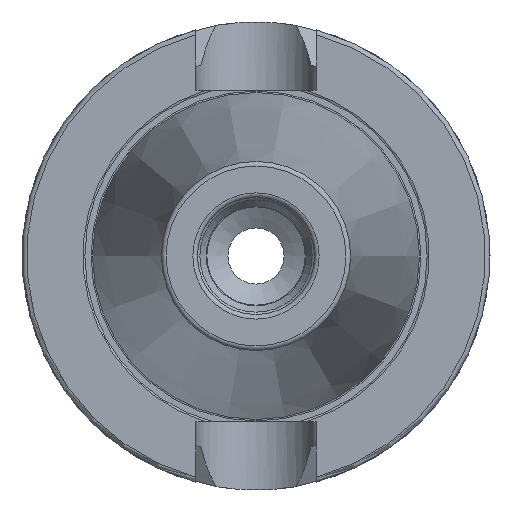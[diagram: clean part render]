
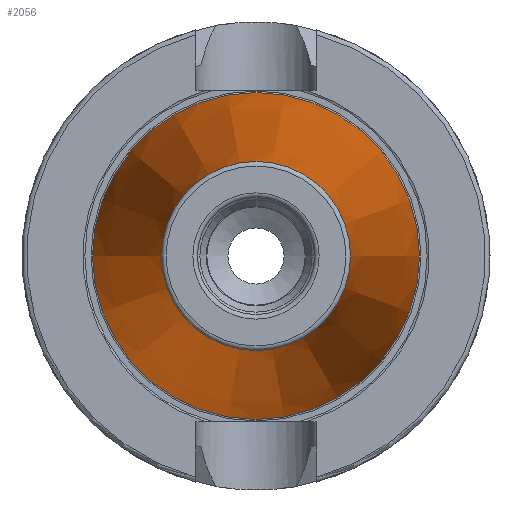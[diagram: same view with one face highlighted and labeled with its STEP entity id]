
A CAD part, left-side view. The second image highlights one B-rep face of the part: STEP entity #2056.
In plain terms, the highlighted conical face has half-angle 8.297 degrees and reference radius 27.564 mm.
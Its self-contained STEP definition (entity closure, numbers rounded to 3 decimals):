
#2029=CARTESIAN_POINT('',(-50.472,0.0,0.0));
#2030=DIRECTION('',(1.0,0.0,0.0));
#2031=DIRECTION('',(0.0,1.0,0.0));
#2032=AXIS2_PLACEMENT_3D('',#2029,#2030,#2031);
#2033=CONICAL_SURFACE('',#2032,27.564,8.297);
#2034=CARTESIAN_POINT('',(0.0,34.925,0.0));
#2035=VERTEX_POINT('',#2034);
#2036=CARTESIAN_POINT('',(0.0,0.0,0.0));
#2037=DIRECTION('',(1.0,0.0,0.0));
#2038=DIRECTION('',(0.0,1.0,0.0));
#2039=AXIS2_PLACEMENT_3D('',#2036,#2037,#2038);
#2040=CIRCLE('',#2039,34.925);
#2041=EDGE_CURVE('',#2035,#2035,#2040,.T.);
#2042=ORIENTED_EDGE('',*,*,#2041,.F.);
#2043=EDGE_LOOP('',(#2042));
#2044=FACE_OUTER_BOUND('',#2043,.T.);
#2045=CARTESIAN_POINT('',(-100.944,20.204,0.0));
#2046=VERTEX_POINT('',#2045);
#2047=CARTESIAN_POINT('',(-100.944,0.0,0.0));
#2048=DIRECTION('',(1.0,0.0,0.0));
#2049=DIRECTION('',(0.0,1.0,0.0));
#2050=AXIS2_PLACEMENT_3D('',#2047,#2048,#2049);
#2051=CIRCLE('',#2050,20.204);
#2052=EDGE_CURVE('',#2046,#2046,#2051,.T.);
#2053=ORIENTED_EDGE('',*,*,#2052,.T.);
#2054=EDGE_LOOP('',(#2053));
#2055=FACE_BOUND('',#2054,.T.);
#2056=ADVANCED_FACE('',(#2044,#2055),#2033,.T.);
